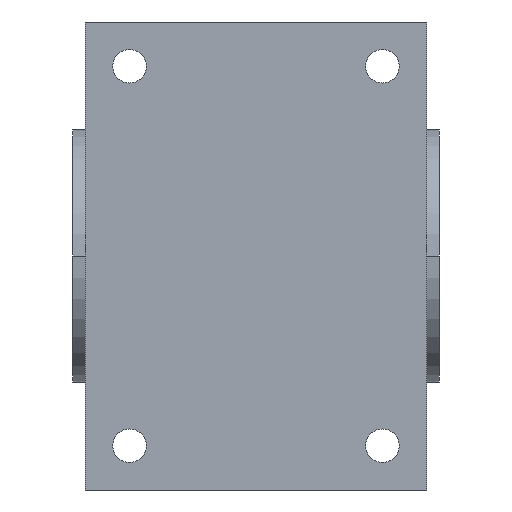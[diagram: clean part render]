
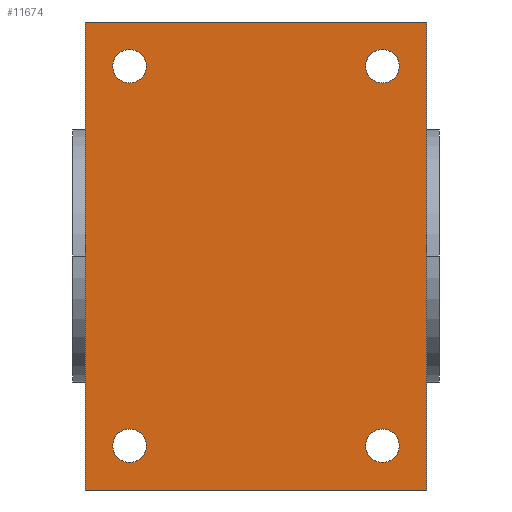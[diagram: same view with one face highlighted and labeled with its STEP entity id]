
A CAD part, front view. The second image highlights one B-rep face of the part: STEP entity #11674.
In plain terms, the highlighted planar face has unit normal (0, -1, 0).
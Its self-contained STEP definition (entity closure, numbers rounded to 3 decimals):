
#8873=DIRECTION('',(1.,0.,0.));
#8874=VECTOR('',#8873,54.);
#8875=CARTESIAN_POINT('',(2.,0.,37.));
#8876=LINE('',#8875,#8874);
#8877=DIRECTION('',(-1.,0.,0.));
#8878=VECTOR('',#8877,54.);
#8879=CARTESIAN_POINT('',(56.,0.,-37.));
#8880=LINE('',#8879,#8878);
#8881=DIRECTION('',(0.,0.,1.));
#8882=VECTOR('',#8881,74.);
#8883=CARTESIAN_POINT('',(2.,0.,-37.));
#8884=LINE('',#8883,#8882);
#8885=CARTESIAN_POINT('',(9.,0.,-30.));
#8886=DIRECTION('',(0.,1.,0.));
#8887=DIRECTION('',(1.,0.,0.));
#8888=AXIS2_PLACEMENT_3D('',#8885,#8886,#8887);
#8890=CARTESIAN_POINT('',(9.,0.,-30.));
#8891=DIRECTION('',(0.,1.,0.));
#8892=DIRECTION('',(-1.,0.,0.));
#8893=AXIS2_PLACEMENT_3D('',#8890,#8891,#8892);
#8895=CARTESIAN_POINT('',(9.,0.,30.));
#8896=DIRECTION('',(0.,1.,0.));
#8897=DIRECTION('',(1.,0.,0.));
#8898=AXIS2_PLACEMENT_3D('',#8895,#8896,#8897);
#8900=CARTESIAN_POINT('',(9.,0.,30.));
#8901=DIRECTION('',(0.,1.,0.));
#8902=DIRECTION('',(-1.,0.,0.));
#8903=AXIS2_PLACEMENT_3D('',#8900,#8901,#8902);
#8905=CARTESIAN_POINT('',(49.,0.,-30.));
#8906=DIRECTION('',(0.,1.,0.));
#8907=DIRECTION('',(1.,0.,0.));
#8908=AXIS2_PLACEMENT_3D('',#8905,#8906,#8907);
#8910=CARTESIAN_POINT('',(49.,0.,-30.));
#8911=DIRECTION('',(0.,1.,0.));
#8912=DIRECTION('',(-1.,0.,0.));
#8913=AXIS2_PLACEMENT_3D('',#8910,#8911,#8912);
#8915=CARTESIAN_POINT('',(49.,0.,30.));
#8916=DIRECTION('',(0.,1.,0.));
#8917=DIRECTION('',(1.,0.,0.));
#8918=AXIS2_PLACEMENT_3D('',#8915,#8916,#8917);
#8920=CARTESIAN_POINT('',(49.,0.,30.));
#8921=DIRECTION('',(0.,1.,0.));
#8922=DIRECTION('',(-1.,0.,0.));
#8923=AXIS2_PLACEMENT_3D('',#8920,#8921,#8922);
#8945=DIRECTION('',(0.,0.,1.));
#8946=VECTOR('',#8945,74.);
#8947=CARTESIAN_POINT('',(56.,0.,-37.));
#8948=LINE('',#8947,#8946);
#9001=CARTESIAN_POINT('',(56.,0.,-37.));
#9003=VERTEX_POINT('',#9001);
#9006=CARTESIAN_POINT('',(2.,0.,-37.));
#9008=VERTEX_POINT('',#9006);
#9009=CARTESIAN_POINT('',(56.,0.,37.));
#9011=VERTEX_POINT('',#9009);
#9014=CARTESIAN_POINT('',(2.,0.,37.));
#9016=VERTEX_POINT('',#9014);
#9097=CARTESIAN_POINT('',(11.65,0.,-30.));
#9098=CARTESIAN_POINT('',(6.35,0.,-30.));
#9099=VERTEX_POINT('',#9097);
#9100=VERTEX_POINT('',#9098);
#9105=CARTESIAN_POINT('',(11.65,0.,30.));
#9106=CARTESIAN_POINT('',(6.35,0.,30.));
#9107=VERTEX_POINT('',#9105);
#9108=VERTEX_POINT('',#9106);
#9113=CARTESIAN_POINT('',(51.65,0.,-30.));
#9114=CARTESIAN_POINT('',(46.35,0.,-30.));
#9115=VERTEX_POINT('',#9113);
#9116=VERTEX_POINT('',#9114);
#9121=CARTESIAN_POINT('',(51.65,0.,30.));
#9122=CARTESIAN_POINT('',(46.35,0.,30.));
#9123=VERTEX_POINT('',#9121);
#9124=VERTEX_POINT('',#9122);
#11636=CARTESIAN_POINT('',(21.,0.,37.));
#11637=DIRECTION('',(0.,-1.,0.));
#11638=DIRECTION('',(0.,0.,-1.));
#11639=AXIS2_PLACEMENT_3D('',#11636,#11637,#11638);
#11640=PLANE('',#11639);
#11642=ORIENTED_EDGE('',*,*,#11641,.T.);
#11644=ORIENTED_EDGE('',*,*,#11643,.F.);
#11645=ORIENTED_EDGE('',*,*,#11624,.T.);
#11647=ORIENTED_EDGE('',*,*,#11646,.T.);
#11648=EDGE_LOOP('',(#11642,#11644,#11645,#11647));
#11649=FACE_OUTER_BOUND('',#11648,.F.);
#11651=ORIENTED_EDGE('',*,*,#11650,.F.);
#11653=ORIENTED_EDGE('',*,*,#11652,.F.);
#11654=EDGE_LOOP('',(#11651,#11653));
#11655=FACE_BOUND('',#11654,.F.);
#11657=ORIENTED_EDGE('',*,*,#11656,.F.);
#11659=ORIENTED_EDGE('',*,*,#11658,.F.);
#11660=EDGE_LOOP('',(#11657,#11659));
#11661=FACE_BOUND('',#11660,.F.);
#11663=ORIENTED_EDGE('',*,*,#11662,.F.);
#11665=ORIENTED_EDGE('',*,*,#11664,.F.);
#11666=EDGE_LOOP('',(#11663,#11665));
#11667=FACE_BOUND('',#11666,.F.);
#11669=ORIENTED_EDGE('',*,*,#11668,.F.);
#11671=ORIENTED_EDGE('',*,*,#11670,.F.);
#11672=EDGE_LOOP('',(#11669,#11671));
#11673=FACE_BOUND('',#11672,.F.);
#11674=ADVANCED_FACE('',(#11649,#11655,#11661,#11667,#11673),#11640,.T.);
#8889=CIRCLE('',#8888,2.65);
#8894=CIRCLE('',#8893,2.65);
#8899=CIRCLE('',#8898,2.65);
#8904=CIRCLE('',#8903,2.65);
#8909=CIRCLE('',#8908,2.65);
#8914=CIRCLE('',#8913,2.65);
#8919=CIRCLE('',#8918,2.65);
#8924=CIRCLE('',#8923,2.65);
#11624=EDGE_CURVE('',#9003,#9008,#8880,.T.);
#11641=EDGE_CURVE('',#9016,#9011,#8876,.T.);
#11643=EDGE_CURVE('',#9003,#9011,#8948,.T.);
#11646=EDGE_CURVE('',#9008,#9016,#8884,.T.);
#11650=EDGE_CURVE('',#9099,#9100,#8889,.T.);
#11652=EDGE_CURVE('',#9100,#9099,#8894,.T.);
#11656=EDGE_CURVE('',#9107,#9108,#8899,.T.);
#11658=EDGE_CURVE('',#9108,#9107,#8904,.T.);
#11662=EDGE_CURVE('',#9115,#9116,#8909,.T.);
#11664=EDGE_CURVE('',#9116,#9115,#8914,.T.);
#11668=EDGE_CURVE('',#9123,#9124,#8919,.T.);
#11670=EDGE_CURVE('',#9124,#9123,#8924,.T.);
